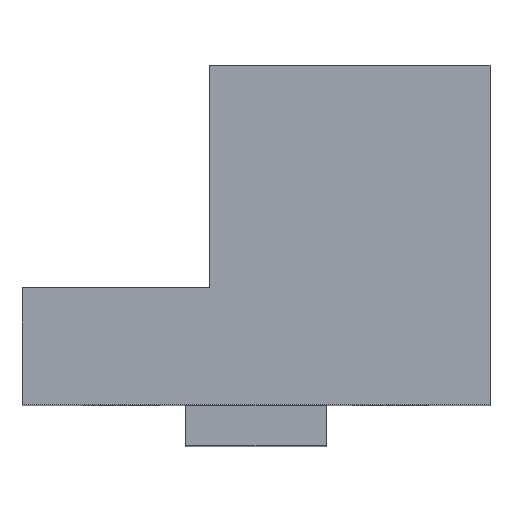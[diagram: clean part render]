
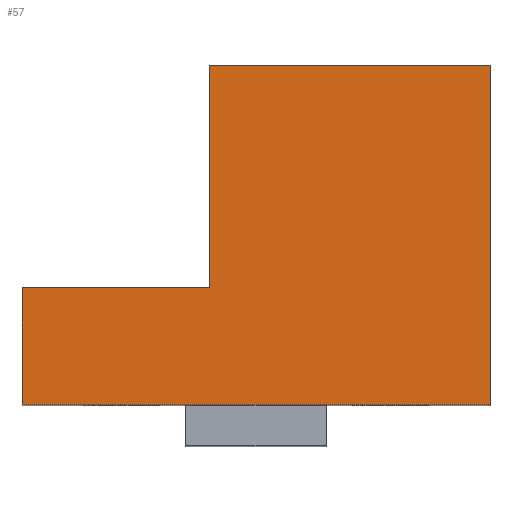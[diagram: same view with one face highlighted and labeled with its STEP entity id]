
A CAD part, top view. The second image highlights one B-rep face of the part: STEP entity #57.
In plain terms, the highlighted planar face has unit normal (0, 0, 1).
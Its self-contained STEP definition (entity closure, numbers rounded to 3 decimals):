
#24 = VERTEX_POINT ( 'NONE', #963 ) ;
#57 = ADVANCED_FACE ( 'NONE', ( #207 ), #101, .T. ) ;
#74 = VERTEX_POINT ( 'NONE', #522 ) ;
#84 = VECTOR ( 'NONE', #870, 1000. ) ;
#85 = VERTEX_POINT ( 'NONE', #181 ) ;
#101 = PLANE ( 'NONE',  #318 ) ;
#110 = VECTOR ( 'NONE', #283, 1000. ) ;
#115 = VERTEX_POINT ( 'NONE', #185 ) ;
#181 = CARTESIAN_POINT ( 'NONE',  ( -8., 58., 63. ) ) ;
#185 = CARTESIAN_POINT ( 'NONE',  ( -40., 0., 63. ) ) ;
#194 = VERTEX_POINT ( 'NONE', #919 ) ;
#207 = FACE_OUTER_BOUND ( 'NONE', #446, .T. ) ;
#237 = VERTEX_POINT ( 'NONE', #680 ) ;
#252 = EDGE_CURVE ( 'NONE', #74, #115, #851, .T. ) ;
#283 = DIRECTION ( 'NONE',  ( 0., -1., 0. ) ) ;
#318 = AXIS2_PLACEMENT_3D ( 'NONE', #898, #979, #600 ) ;
#343 = ORIENTED_EDGE ( 'NONE', *, *, #400, .T. ) ;
#345 = EDGE_CURVE ( 'NONE', #194, #24, #626, .T. ) ;
#372 = EDGE_CURVE ( 'NONE', #85, #237, #1008, .T. ) ;
#387 = CARTESIAN_POINT ( 'NONE',  ( -8., 20., 63. ) ) ;
#400 = EDGE_CURVE ( 'NONE', #237, #74, #665, .T. ) ;
#446 = EDGE_LOOP ( 'NONE', ( #343, #460, #545, #546, #1015, #855 ) ) ;
#457 = CARTESIAN_POINT ( 'NONE',  ( -40., 20., 63. ) ) ;
#460 = ORIENTED_EDGE ( 'NONE', *, *, #252, .T. ) ;
#472 = CARTESIAN_POINT ( 'NONE',  ( 40., 0., 63. ) ) ;
#522 = CARTESIAN_POINT ( 'NONE',  ( -40., 20., 63. ) ) ;
#545 = ORIENTED_EDGE ( 'NONE', *, *, #947, .T. ) ;
#546 = ORIENTED_EDGE ( 'NONE', *, *, #345, .T. ) ;
#547 = CARTESIAN_POINT ( 'NONE',  ( -8., 58., 63. ) ) ;
#600 = DIRECTION ( 'NONE',  ( 1., 0., 0. ) ) ;
#626 = LINE ( 'NONE', #472, #715 ) ;
#633 = DIRECTION ( 'NONE',  ( 1., 0., 0. ) ) ;
#660 = EDGE_CURVE ( 'NONE', #24, #85, #997, .T. ) ;
#664 = VECTOR ( 'NONE', #967, 1000. ) ;
#665 = LINE ( 'NONE', #387, #84 ) ;
#680 = CARTESIAN_POINT ( 'NONE',  ( -8., 20., 63. ) ) ;
#682 = VECTOR ( 'NONE', #770, 1000. ) ;
#715 = VECTOR ( 'NONE', #1003, 1000. ) ;
#770 = DIRECTION ( 'NONE',  ( 0., -1., 0. ) ) ;
#772 = CARTESIAN_POINT ( 'NONE',  ( -40., 0., 63. ) ) ;
#807 = CARTESIAN_POINT ( 'NONE',  ( 40., 58., 63. ) ) ;
#851 = LINE ( 'NONE', #457, #110 ) ;
#855 = ORIENTED_EDGE ( 'NONE', *, *, #372, .T. ) ;
#870 = DIRECTION ( 'NONE',  ( -1., 0., 0. ) ) ;
#898 = CARTESIAN_POINT ( 'NONE',  ( 0., 0., 63. ) ) ;
#919 = CARTESIAN_POINT ( 'NONE',  ( 40., 0., 63. ) ) ;
#947 = EDGE_CURVE ( 'NONE', #115, #194, #959, .T. ) ;
#959 = LINE ( 'NONE', #772, #1020 ) ;
#963 = CARTESIAN_POINT ( 'NONE',  ( 40., 58., 63. ) ) ;
#967 = DIRECTION ( 'NONE',  ( -1., 0., 0. ) ) ;
#979 = DIRECTION ( 'NONE',  ( 0., 0., 1. ) ) ;
#997 = LINE ( 'NONE', #807, #664 ) ;
#1003 = DIRECTION ( 'NONE',  ( 0., 1., 0. ) ) ;
#1008 = LINE ( 'NONE', #547, #682 ) ;
#1015 = ORIENTED_EDGE ( 'NONE', *, *, #660, .T. ) ;
#1020 = VECTOR ( 'NONE', #633, 1000. ) ;
